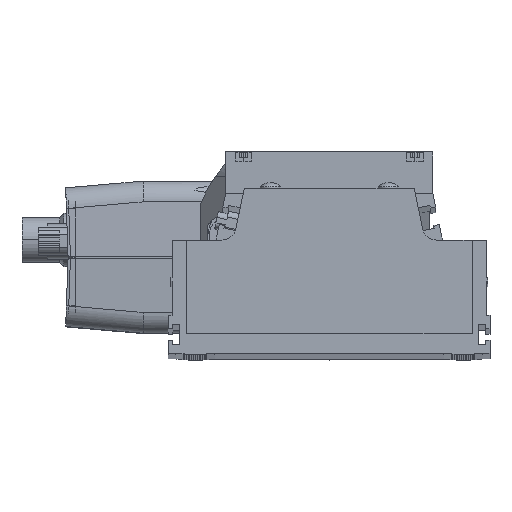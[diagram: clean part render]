
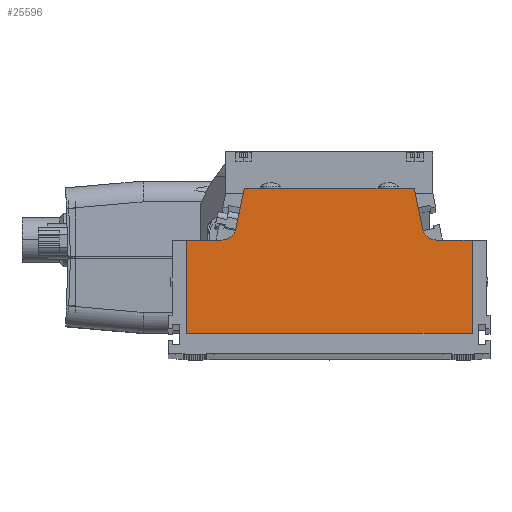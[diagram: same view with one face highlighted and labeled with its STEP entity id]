
A CAD part, top view. The second image highlights one B-rep face of the part: STEP entity #25596.
In plain terms, the highlighted planar face has unit normal (0, 0, 1).
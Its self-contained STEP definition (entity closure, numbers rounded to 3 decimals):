
#58 = ORIENTED_EDGE ( 'NONE', *, *, #12694, .F. ) ;
#618 = VECTOR ( 'NONE', #13940, 1000. ) ;
#1492 = DIRECTION ( 'NONE',  ( -1., 0., 0. ) ) ;
#2268 = VERTEX_POINT ( 'NONE', #34477 ) ;
#2459 = VERTEX_POINT ( 'NONE', #19520 ) ;
#2829 = CARTESIAN_POINT ( 'NONE',  ( 23.784, 17.45, 972.5 ) ) ;
#3107 = EDGE_CURVE ( 'NONE', #23618, #23051, #4932, .T. ) ;
#3126 = VECTOR ( 'NONE', #34262, 1000. ) ;
#3369 = VERTEX_POINT ( 'NONE', #23650 ) ;
#3822 = AXIS2_PLACEMENT_3D ( 'NONE', #20351, #28840, #14851 ) ;
#4323 = ORIENTED_EDGE ( 'NONE', *, *, #28623, .F. ) ;
#4565 = CARTESIAN_POINT ( 'NONE',  ( 40., 3., 972.5 ) ) ;
#4932 = LINE ( 'NONE', #19085, #618 ) ;
#5666 = EDGE_CURVE ( 'NONE', #17223, #2459, #12515, .T. ) ;
#5824 = VERTEX_POINT ( 'NONE', #11019 ) ;
#7138 = ORIENTED_EDGE ( 'NONE', *, *, #29529, .T. ) ;
#7683 = VERTEX_POINT ( 'NONE', #15567 ) ;
#7809 = EDGE_CURVE ( 'NONE', #23051, #7683, #10811, .T. ) ;
#9151 = ORIENTED_EDGE ( 'NONE', *, *, #33304, .T. ) ;
#10574 = DIRECTION ( 'NONE',  ( -1., 0., 0. ) ) ;
#10693 = CARTESIAN_POINT ( 'NONE',  ( 30.049, 3., 972.5 ) ) ;
#10811 = CIRCLE ( 'NONE', #30826, 4. ) ;
#10987 = DIRECTION ( 'NONE',  ( -1., 0., 0. ) ) ;
#11019 = CARTESIAN_POINT ( 'NONE',  ( -30.049, 3., 972.5 ) ) ;
#11879 = VECTOR ( 'NONE', #12273, 1000. ) ;
#11915 = CARTESIAN_POINT ( 'NONE',  ( -23.784, 17.45, 972.5 ) ) ;
#12273 = DIRECTION ( 'NONE',  ( 0.204, -0.979, 0. ) ) ;
#12515 = LINE ( 'NONE', #23723, #25973 ) ;
#12694 = EDGE_CURVE ( 'NONE', #2268, #20009, #14321, .T. ) ;
#12750 = EDGE_LOOP ( 'NONE', ( #4323, #14830, #28833, #31254, #33779, #58, #7138, #32198, #9151, #36367 ) ) ;
#13689 = EDGE_CURVE ( 'NONE', #5824, #3369, #14490, .T. ) ;
#13940 = DIRECTION ( 'NONE',  ( -1., 0., 0. ) ) ;
#14137 = DIRECTION ( 'NONE',  ( 0.204, 0.979, 0. ) ) ;
#14155 = CARTESIAN_POINT ( 'NONE',  ( -40., 84.488, 972.5 ) ) ;
#14321 = LINE ( 'NONE', #27757, #29601 ) ;
#14484 = VECTOR ( 'NONE', #27971, 1000. ) ;
#14490 = LINE ( 'NONE', #25700, #22566 ) ;
#14830 = ORIENTED_EDGE ( 'NONE', *, *, #3107, .T. ) ;
#14851 = DIRECTION ( 'NONE',  ( -1., 0., 0. ) ) ;
#15440 = LINE ( 'NONE', #35480, #32667 ) ;
#15567 = CARTESIAN_POINT ( 'NONE',  ( 26.133, 6.184, 972.5 ) ) ;
#16680 = AXIS2_PLACEMENT_3D ( 'NONE', #30260, #21939, #33198 ) ;
#16730 = LINE ( 'NONE', #14155, #14484 ) ;
#17223 = VERTEX_POINT ( 'NONE', #20947 ) ;
#17428 = PLANE ( 'NONE',  #3822 ) ;
#17596 = FACE_OUTER_BOUND ( 'NONE', #12750, .T. ) ;
#17772 = LINE ( 'NONE', #29019, #11879 ) ;
#19085 = CARTESIAN_POINT ( 'NONE',  ( -40., 3., 972.5 ) ) ;
#19520 = CARTESIAN_POINT ( 'NONE',  ( -40., -23.13, 972.5 ) ) ;
#20009 = VERTEX_POINT ( 'NONE', #11915 ) ;
#20351 = CARTESIAN_POINT ( 'NONE',  ( -40., 84.488, 972.5 ) ) ;
#20758 = CIRCLE ( 'NONE', #16680, 4. ) ;
#20947 = CARTESIAN_POINT ( 'NONE',  ( 40., -23.13, 972.5 ) ) ;
#21939 = DIRECTION ( 'NONE',  ( 0., 0., -1. ) ) ;
#22566 = VECTOR ( 'NONE', #10987, 1000. ) ;
#23051 = VERTEX_POINT ( 'NONE', #10693 ) ;
#23618 = VERTEX_POINT ( 'NONE', #4565 ) ;
#23650 = CARTESIAN_POINT ( 'NONE',  ( -40., 3., 972.5 ) ) ;
#23723 = CARTESIAN_POINT ( 'NONE',  ( -40., -23.13, 972.5 ) ) ;
#24598 = VERTEX_POINT ( 'NONE', #2829 ) ;
#25190 = EDGE_CURVE ( 'NONE', #20009, #24598, #15440, .T. ) ;
#25596 = ADVANCED_FACE ( 'NONE', ( #17596 ), #17428, .F. ) ;
#25700 = CARTESIAN_POINT ( 'NONE',  ( -40., 3., 972.5 ) ) ;
#25973 = VECTOR ( 'NONE', #1492, 1000. ) ;
#26659 = DIRECTION ( 'NONE',  ( 1., 0., 0. ) ) ;
#27757 = CARTESIAN_POINT ( 'NONE',  ( -26.797, 3., 972.5 ) ) ;
#27778 = EDGE_CURVE ( 'NONE', #24598, #7683, #17772, .T. ) ;
#27971 = DIRECTION ( 'NONE',  ( 0., -1., 0. ) ) ;
#28590 = CARTESIAN_POINT ( 'NONE',  ( 40., 84.488, 972.5 ) ) ;
#28623 = EDGE_CURVE ( 'NONE', #23618, #17223, #28757, .T. ) ;
#28757 = LINE ( 'NONE', #28590, #3126 ) ;
#28833 = ORIENTED_EDGE ( 'NONE', *, *, #7809, .T. ) ;
#28840 = DIRECTION ( 'NONE',  ( 0., 0., -1. ) ) ;
#29019 = CARTESIAN_POINT ( 'NONE',  ( 23.784, 17.45, 972.5 ) ) ;
#29529 = EDGE_CURVE ( 'NONE', #2268, #5824, #20758, .T. ) ;
#29601 = VECTOR ( 'NONE', #14137, 1000. ) ;
#30087 = CARTESIAN_POINT ( 'NONE',  ( 30.049, 7., 972.5 ) ) ;
#30260 = CARTESIAN_POINT ( 'NONE',  ( -30.049, 7., 972.5 ) ) ;
#30826 = AXIS2_PLACEMENT_3D ( 'NONE', #30087, #32854, #10574 ) ;
#31254 = ORIENTED_EDGE ( 'NONE', *, *, #27778, .F. ) ;
#32198 = ORIENTED_EDGE ( 'NONE', *, *, #13689, .T. ) ;
#32667 = VECTOR ( 'NONE', #26659, 1000. ) ;
#32854 = DIRECTION ( 'NONE',  ( 0., 0., -1. ) ) ;
#33198 = DIRECTION ( 'NONE',  ( -1., 0., 0. ) ) ;
#33304 = EDGE_CURVE ( 'NONE', #3369, #2459, #16730, .T. ) ;
#33779 = ORIENTED_EDGE ( 'NONE', *, *, #25190, .F. ) ;
#34262 = DIRECTION ( 'NONE',  ( 0., -1., 0. ) ) ;
#34477 = CARTESIAN_POINT ( 'NONE',  ( -26.133, 6.184, 972.5 ) ) ;
#35480 = CARTESIAN_POINT ( 'NONE',  ( -23.784, 17.45, 972.5 ) ) ;
#36367 = ORIENTED_EDGE ( 'NONE', *, *, #5666, .F. ) ;
